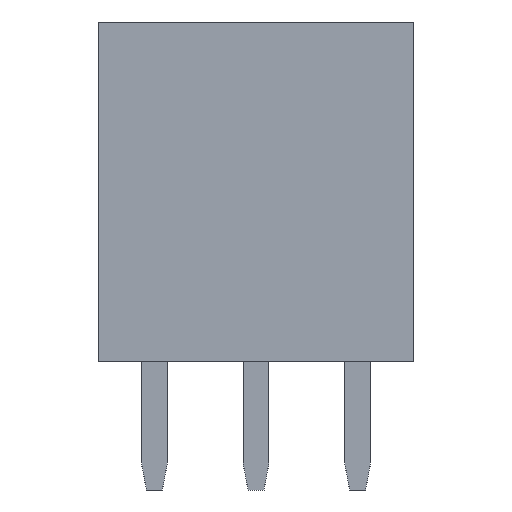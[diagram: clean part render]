
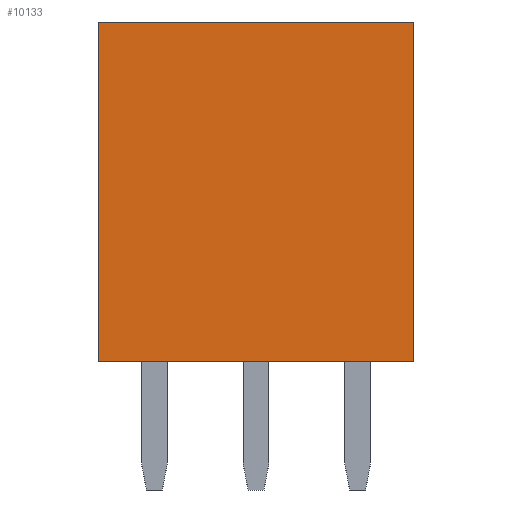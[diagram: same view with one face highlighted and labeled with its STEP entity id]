
A CAD part, front view. The second image highlights one B-rep face of the part: STEP entity #10133.
In plain terms, the highlighted planar face has unit normal (0, -1, 0).
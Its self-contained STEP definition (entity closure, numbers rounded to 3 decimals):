
#4745 = PLANE('',#4746);
#4746 = AXIS2_PLACEMENT_3D('',#4747,#4748,#4749);
#4747 = CARTESIAN_POINT('',(-3.935,-1.013,0.));
#4748 = DIRECTION('',(0.,0.,-1.));
#4749 = DIRECTION('',(0.,1.,0.));
#5038 = PLANE('',#5039);
#5039 = AXIS2_PLACEMENT_3D('',#5040,#5041,#5042);
#5040 = CARTESIAN_POINT('',(-3.935,0.,8.5));
#5041 = DIRECTION('',(0.,0.,1.));
#5042 = DIRECTION('',(0.,-1.,0.));
#6121 = PLANE('',#6122);
#6122 = AXIS2_PLACEMENT_3D('',#6123,#6124,#6125);
#6123 = CARTESIAN_POINT('',(3.935,0.,4.101));
#6124 = DIRECTION('',(1.,0.,0.));
#6125 = DIRECTION('',(0.,1.,0.));
#6708 = VERTEX_POINT('',#6709);
#6709 = CARTESIAN_POINT('',(3.935,-1.25,0.));
#6730 = EDGE_CURVE('',#6731,#6708,#6733,.T.);
#6731 = VERTEX_POINT('',#6732);
#6732 = CARTESIAN_POINT('',(-3.935,-1.25,0.));
#6733 = SURFACE_CURVE('',#6734,(#6738,#6745),.PCURVE_S1.);
#6734 = LINE('',#6735,#6736);
#6735 = CARTESIAN_POINT('',(-3.935,-1.25,0.));
#6736 = VECTOR('',#6737,1.);
#6737 = DIRECTION('',(1.,0.,0.));
#6738 = PCURVE('',#4745,#6739);
#6739 = DEFINITIONAL_REPRESENTATION('',(#6740),#6744);
#6740 = LINE('',#6741,#6742);
#6741 = CARTESIAN_POINT('',(-0.238,0.));
#6742 = VECTOR('',#6743,1.);
#6743 = DIRECTION('',(0.,1.));
#6744 = ( GEOMETRIC_REPRESENTATION_CONTEXT(2) 
PARAMETRIC_REPRESENTATION_CONTEXT() REPRESENTATION_CONTEXT('2D SPACE',''
  ) );
#6745 = PCURVE('',#6746,#6751);
#6746 = PLANE('',#6747);
#6747 = AXIS2_PLACEMENT_3D('',#6748,#6749,#6750);
#6748 = CARTESIAN_POINT('',(-3.935,-1.25,4.25));
#6749 = DIRECTION('',(0.,-1.,0.));
#6750 = DIRECTION('',(0.,0.,-1.));
#6751 = DEFINITIONAL_REPRESENTATION('',(#6752),#6756);
#6752 = LINE('',#6753,#6754);
#6753 = CARTESIAN_POINT('',(4.25,0.));
#6754 = VECTOR('',#6755,1.);
#6755 = DIRECTION('',(0.,1.));
#6756 = ( GEOMETRIC_REPRESENTATION_CONTEXT(2) 
PARAMETRIC_REPRESENTATION_CONTEXT() REPRESENTATION_CONTEXT('2D SPACE',''
  ) );
#6774 = PLANE('',#6775);
#6775 = AXIS2_PLACEMENT_3D('',#6776,#6777,#6778);
#6776 = CARTESIAN_POINT('',(-3.935,0.,4.101)
  );
#6777 = DIRECTION('',(1.,0.,0.));
#6778 = DIRECTION('',(0.,1.,0.));
#9551 = VERTEX_POINT('',#9552);
#9552 = CARTESIAN_POINT('',(3.935,-1.25,8.5));
#9604 = VERTEX_POINT('',#9605);
#9605 = CARTESIAN_POINT('',(-3.935,-1.25,8.5));
#9626 = EDGE_CURVE('',#9604,#9551,#9627,.T.);
#9627 = SURFACE_CURVE('',#9628,(#9632,#9639),.PCURVE_S1.);
#9628 = LINE('',#9629,#9630);
#9629 = CARTESIAN_POINT('',(-3.935,-1.25,8.5));
#9630 = VECTOR('',#9631,1.);
#9631 = DIRECTION('',(1.,0.,0.));
#9632 = PCURVE('',#5038,#9633);
#9633 = DEFINITIONAL_REPRESENTATION('',(#9634),#9638);
#9634 = LINE('',#9635,#9636);
#9635 = CARTESIAN_POINT('',(1.25,0.));
#9636 = VECTOR('',#9637,1.);
#9637 = DIRECTION('',(0.,1.));
#9638 = ( GEOMETRIC_REPRESENTATION_CONTEXT(2) 
PARAMETRIC_REPRESENTATION_CONTEXT() REPRESENTATION_CONTEXT('2D SPACE',''
  ) );
#9639 = PCURVE('',#6746,#9640);
#9640 = DEFINITIONAL_REPRESENTATION('',(#9641),#9645);
#9641 = LINE('',#9642,#9643);
#9642 = CARTESIAN_POINT('',(-4.25,0.));
#9643 = VECTOR('',#9644,1.);
#9644 = DIRECTION('',(0.,1.));
#9645 = ( GEOMETRIC_REPRESENTATION_CONTEXT(2) 
PARAMETRIC_REPRESENTATION_CONTEXT() REPRESENTATION_CONTEXT('2D SPACE',''
  ) );
#10133 = ADVANCED_FACE('',(#10134),#6746,.T.);
#10134 = FACE_BOUND('',#10135,.T.);
#10135 = EDGE_LOOP('',(#10136,#10157,#10158,#10179));
#10136 = ORIENTED_EDGE('',*,*,#10137,.T.);
#10137 = EDGE_CURVE('',#6708,#9551,#10138,.T.);
#10138 = SURFACE_CURVE('',#10139,(#10143,#10150),.PCURVE_S1.);
#10139 = LINE('',#10140,#10141);
#10140 = CARTESIAN_POINT('',(3.935,-1.25,0.));
#10141 = VECTOR('',#10142,1.);
#10142 = DIRECTION('',(0.,0.,1.));
#10143 = PCURVE('',#6746,#10144);
#10144 = DEFINITIONAL_REPRESENTATION('',(#10145),#10149);
#10145 = LINE('',#10146,#10147);
#10146 = CARTESIAN_POINT('',(4.25,7.87));
#10147 = VECTOR('',#10148,1.);
#10148 = DIRECTION('',(-1.,0.));
#10149 = ( GEOMETRIC_REPRESENTATION_CONTEXT(2) 
PARAMETRIC_REPRESENTATION_CONTEXT() REPRESENTATION_CONTEXT('2D SPACE',''
  ) );
#10150 = PCURVE('',#6121,#10151);
#10151 = DEFINITIONAL_REPRESENTATION('',(#10152),#10156);
#10152 = LINE('',#10153,#10154);
#10153 = CARTESIAN_POINT('',(-1.25,-4.101));
#10154 = VECTOR('',#10155,1.);
#10155 = DIRECTION('',(0.,1.));
#10156 = ( GEOMETRIC_REPRESENTATION_CONTEXT(2) 
PARAMETRIC_REPRESENTATION_CONTEXT() REPRESENTATION_CONTEXT('2D SPACE',''
  ) );
#10157 = ORIENTED_EDGE('',*,*,#9626,.F.);
#10158 = ORIENTED_EDGE('',*,*,#10159,.F.);
#10159 = EDGE_CURVE('',#6731,#9604,#10160,.T.);
#10160 = SURFACE_CURVE('',#10161,(#10165,#10172),.PCURVE_S1.);
#10161 = LINE('',#10162,#10163);
#10162 = CARTESIAN_POINT('',(-3.935,-1.25,0.));
#10163 = VECTOR('',#10164,1.);
#10164 = DIRECTION('',(0.,0.,1.));
#10165 = PCURVE('',#6746,#10166);
#10166 = DEFINITIONAL_REPRESENTATION('',(#10167),#10171);
#10167 = LINE('',#10168,#10169);
#10168 = CARTESIAN_POINT('',(4.25,0.));
#10169 = VECTOR('',#10170,1.);
#10170 = DIRECTION('',(-1.,0.));
#10171 = ( GEOMETRIC_REPRESENTATION_CONTEXT(2) 
PARAMETRIC_REPRESENTATION_CONTEXT() REPRESENTATION_CONTEXT('2D SPACE',''
  ) );
#10172 = PCURVE('',#6774,#10173);
#10173 = DEFINITIONAL_REPRESENTATION('',(#10174),#10178);
#10174 = LINE('',#10175,#10176);
#10175 = CARTESIAN_POINT('',(-1.25,-4.101));
#10176 = VECTOR('',#10177,1.);
#10177 = DIRECTION('',(0.,1.));
#10178 = ( GEOMETRIC_REPRESENTATION_CONTEXT(2) 
PARAMETRIC_REPRESENTATION_CONTEXT() REPRESENTATION_CONTEXT('2D SPACE',''
  ) );
#10179 = ORIENTED_EDGE('',*,*,#6730,.T.);
